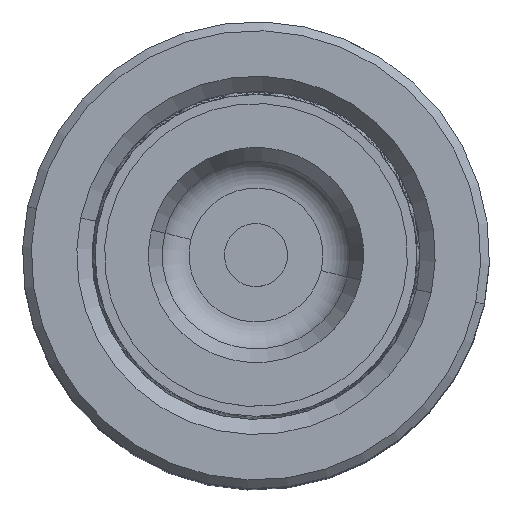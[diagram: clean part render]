
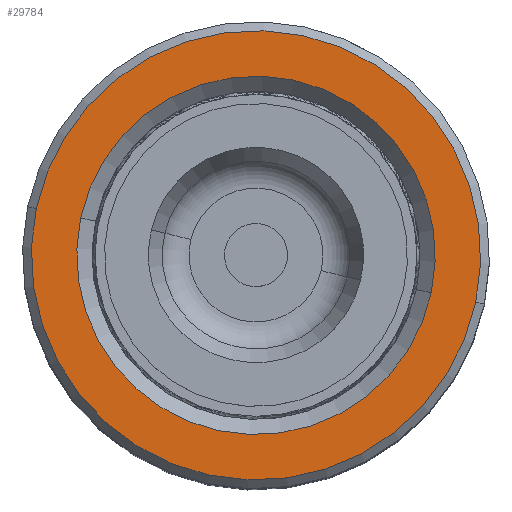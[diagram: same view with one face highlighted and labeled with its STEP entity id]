
A CAD part, top view. The second image highlights one B-rep face of the part: STEP entity #29784.
In plain terms, the highlighted planar face has unit normal (0, 0, 1).
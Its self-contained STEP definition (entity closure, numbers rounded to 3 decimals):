
#1167 = AXIS2_PLACEMENT_3D ( 'NONE', #21122, #7427, #29439 ) ;
#1502 = FACE_OUTER_BOUND ( 'NONE', #21981, .T. ) ;
#2470 = ORIENTED_EDGE ( 'NONE', *, *, #9974, .T. ) ;
#3766 = DIRECTION ( 'NONE',  ( 0., 0., 1. ) ) ;
#4590 = CARTESIAN_POINT ( 'NONE',  ( 14.2, 0., 60. ) ) ;
#5360 = ORIENTED_EDGE ( 'NONE', *, *, #33930, .T. ) ;
#5651 = ORIENTED_EDGE ( 'NONE', *, *, #34235, .T. ) ;
#6050 = DIRECTION ( 'NONE',  ( 0., 0., -1. ) ) ;
#6303 = DIRECTION ( 'NONE',  ( 0., 0., -1. ) ) ;
#7427 = DIRECTION ( 'NONE',  ( 0., 0., 1. ) ) ;
#7500 = CARTESIAN_POINT ( 'NONE',  ( 0., 0., 60. ) ) ;
#9027 = CARTESIAN_POINT ( 'NONE',  ( 0., 0., 60. ) ) ;
#9606 = VERTEX_POINT ( 'NONE', #14967 ) ;
#9974 = EDGE_CURVE ( 'NONE', #22721, #13330, #30172, .T. ) ;
#12705 = AXIS2_PLACEMENT_3D ( 'NONE', #9027, #6303, #25573 ) ;
#13330 = VERTEX_POINT ( 'NONE', #34130 ) ;
#14187 = AXIS2_PLACEMENT_3D ( 'NONE', #7500, #25694, #14732 ) ;
#14732 = DIRECTION ( 'NONE',  ( 1., 0., 0. ) ) ;
#14967 = CARTESIAN_POINT ( 'NONE',  ( -17.8, 0., 60. ) ) ;
#15901 = CIRCLE ( 'NONE', #14187, 17.8 ) ;
#16688 = CIRCLE ( 'NONE', #1167, 17.8 ) ;
#19181 = ORIENTED_EDGE ( 'NONE', *, *, #19447, .T. ) ;
#19447 = EDGE_CURVE ( 'NONE', #9606, #32042, #16688, .T. ) ;
#20082 = CARTESIAN_POINT ( 'NONE',  ( 0., 0., 60. ) ) ;
#21122 = CARTESIAN_POINT ( 'NONE',  ( 0., 0., 60. ) ) ;
#21981 = EDGE_LOOP ( 'NONE', ( #19181, #5360 ) ) ;
#22346 = CARTESIAN_POINT ( 'NONE',  ( 0., 0., 60. ) ) ;
#22721 = VERTEX_POINT ( 'NONE', #4590 ) ;
#22806 = DIRECTION ( 'NONE',  ( 1., 0., 0. ) ) ;
#24235 = AXIS2_PLACEMENT_3D ( 'NONE', #22346, #6050, #25096 ) ;
#25096 = DIRECTION ( 'NONE',  ( 1., 0., 0. ) ) ;
#25573 = DIRECTION ( 'NONE',  ( 1., 0., 0. ) ) ;
#25694 = DIRECTION ( 'NONE',  ( 0., 0., 1. ) ) ;
#28482 = EDGE_LOOP ( 'NONE', ( #2470, #5651 ) ) ;
#28750 = PLANE ( 'NONE',  #32379 ) ;
#29439 = DIRECTION ( 'NONE',  ( 1., 0., 0. ) ) ;
#29784 = ADVANCED_FACE ( 'NONE', ( #1502, #33468 ), #28750, .T. ) ;
#30172 = CIRCLE ( 'NONE', #12705, 14.2 ) ;
#31655 = CIRCLE ( 'NONE', #24235, 14.2 ) ;
#32042 = VERTEX_POINT ( 'NONE', #33980 ) ;
#32379 = AXIS2_PLACEMENT_3D ( 'NONE', #20082, #3766, #22806 ) ;
#33468 = FACE_BOUND ( 'NONE', #28482, .T. ) ;
#33930 = EDGE_CURVE ( 'NONE', #32042, #9606, #15901, .T. ) ;
#33980 = CARTESIAN_POINT ( 'NONE',  ( 17.8, 0., 60. ) ) ;
#34130 = CARTESIAN_POINT ( 'NONE',  ( -14.2, 0., 60. ) ) ;
#34235 = EDGE_CURVE ( 'NONE', #13330, #22721, #31655, .T. ) ;
